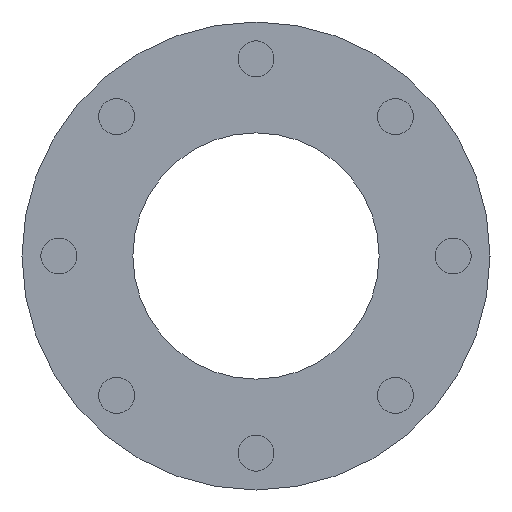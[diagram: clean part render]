
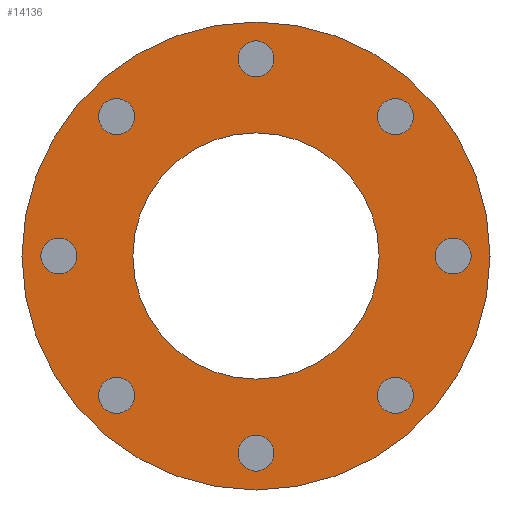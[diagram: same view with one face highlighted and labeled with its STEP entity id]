
A CAD part, left-side view. The second image highlights one B-rep face of the part: STEP entity #14136.
In plain terms, the highlighted planar face has unit normal (-1, 0, 0).
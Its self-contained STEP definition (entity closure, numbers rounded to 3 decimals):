
#205=FACE_BOUND('',#3531,.T.);
#206=FACE_BOUND('',#3532,.T.);
#207=FACE_BOUND('',#3533,.T.);
#208=FACE_BOUND('',#3534,.T.);
#209=FACE_BOUND('',#3535,.T.);
#210=FACE_BOUND('',#3536,.T.);
#211=FACE_BOUND('',#3537,.T.);
#212=FACE_BOUND('',#3538,.T.);
#213=FACE_BOUND('',#3539,.T.);
#1940=PLANE('',#15432);
#2624=FACE_OUTER_BOUND('',#3530,.T.);
#3530=EDGE_LOOP('',(#11779,#11780));
#3531=EDGE_LOOP('',(#11781));
#3532=EDGE_LOOP('',(#11782));
#3533=EDGE_LOOP('',(#11783));
#3534=EDGE_LOOP('',(#11784));
#3535=EDGE_LOOP('',(#11785));
#3536=EDGE_LOOP('',(#11786));
#3537=EDGE_LOOP('',(#11787));
#3538=EDGE_LOOP('',(#11788));
#3539=EDGE_LOOP('',(#11789,#11790));
#4303=CIRCLE('',#15385,75.);
#4304=CIRCLE('',#15386,75.);
#4338=CIRCLE('',#15430,142.5);
#4339=CIRCLE('',#15431,142.5);
#4340=CIRCLE('',#15433,11.);
#4341=CIRCLE('',#15434,11.);
#4342=CIRCLE('',#15435,11.);
#4343=CIRCLE('',#15436,11.);
#4344=CIRCLE('',#15437,11.);
#4345=CIRCLE('',#15438,11.);
#4346=CIRCLE('',#15439,11.);
#4347=CIRCLE('',#15440,11.);
#6402=VERTEX_POINT('',#23987);
#6403=VERTEX_POINT('',#23989);
#6484=VERTEX_POINT('',#24168);
#6485=VERTEX_POINT('',#24170);
#6486=VERTEX_POINT('',#24174);
#6487=VERTEX_POINT('',#24176);
#6488=VERTEX_POINT('',#24178);
#6489=VERTEX_POINT('',#24180);
#6490=VERTEX_POINT('',#24182);
#6491=VERTEX_POINT('',#24184);
#6492=VERTEX_POINT('',#24186);
#6493=VERTEX_POINT('',#24188);
#8345=EDGE_CURVE('',#6403,#6402,#4303,.T.);
#8346=EDGE_CURVE('',#6402,#6403,#4304,.T.);
#8434=EDGE_CURVE('',#6484,#6485,#4338,.T.);
#8435=EDGE_CURVE('',#6485,#6484,#4339,.T.);
#8436=EDGE_CURVE('',#6486,#6486,#4340,.T.);
#8437=EDGE_CURVE('',#6487,#6487,#4341,.T.);
#8438=EDGE_CURVE('',#6488,#6488,#4342,.T.);
#8439=EDGE_CURVE('',#6489,#6489,#4343,.T.);
#8440=EDGE_CURVE('',#6490,#6490,#4344,.T.);
#8441=EDGE_CURVE('',#6491,#6491,#4345,.T.);
#8442=EDGE_CURVE('',#6492,#6492,#4346,.T.);
#8443=EDGE_CURVE('',#6493,#6493,#4347,.T.);
#11779=ORIENTED_EDGE('',*,*,#8435,.F.);
#11780=ORIENTED_EDGE('',*,*,#8434,.F.);
#11781=ORIENTED_EDGE('',*,*,#8436,.T.);
#11782=ORIENTED_EDGE('',*,*,#8437,.T.);
#11783=ORIENTED_EDGE('',*,*,#8438,.T.);
#11784=ORIENTED_EDGE('',*,*,#8439,.T.);
#11785=ORIENTED_EDGE('',*,*,#8440,.T.);
#11786=ORIENTED_EDGE('',*,*,#8441,.T.);
#11787=ORIENTED_EDGE('',*,*,#8442,.T.);
#11788=ORIENTED_EDGE('',*,*,#8443,.T.);
#11789=ORIENTED_EDGE('',*,*,#8345,.T.);
#11790=ORIENTED_EDGE('',*,*,#8346,.T.);
#14136=ADVANCED_FACE('',(#2624,#205,#206,#207,#208,#209,#210,#211,#212,
#213),#1940,.T.);
#15385=AXIS2_PLACEMENT_3D('',#23990,#18205,#18206);
#15386=AXIS2_PLACEMENT_3D('',#23991,#18207,#18208);
#15430=AXIS2_PLACEMENT_3D('',#24171,#18349,#18350);
#15431=AXIS2_PLACEMENT_3D('',#24172,#18351,#18352);
#15432=AXIS2_PLACEMENT_3D('',#24173,#18353,#18354);
#15433=AXIS2_PLACEMENT_3D('',#24175,#18355,#18356);
#15434=AXIS2_PLACEMENT_3D('',#24177,#18357,#18358);
#15435=AXIS2_PLACEMENT_3D('',#24179,#18359,#18360);
#15436=AXIS2_PLACEMENT_3D('',#24181,#18361,#18362);
#15437=AXIS2_PLACEMENT_3D('',#24183,#18363,#18364);
#15438=AXIS2_PLACEMENT_3D('',#24185,#18365,#18366);
#15439=AXIS2_PLACEMENT_3D('',#24187,#18367,#18368);
#15440=AXIS2_PLACEMENT_3D('',#24189,#18369,#18370);
#18205=DIRECTION('center_axis',(1.,0.,0.));
#18206=DIRECTION('ref_axis',(0.,0.,-1.));
#18207=DIRECTION('center_axis',(1.,0.,0.));
#18208=DIRECTION('ref_axis',(0.,0.,-1.));
#18349=DIRECTION('center_axis',(1.,0.,0.));
#18350=DIRECTION('ref_axis',(0.,0.,-1.));
#18351=DIRECTION('center_axis',(1.,0.,0.));
#18352=DIRECTION('ref_axis',(0.,0.,-1.));
#18353=DIRECTION('center_axis',(-1.,0.,0.));
#18354=DIRECTION('ref_axis',(0.,0.,1.));
#18355=DIRECTION('center_axis',(1.,0.,0.));
#18356=DIRECTION('ref_axis',(0.,-0.707,-0.707));
#18357=DIRECTION('center_axis',(1.,0.,0.));
#18358=DIRECTION('ref_axis',(0.,-1.,0.));
#18359=DIRECTION('center_axis',(1.,0.,0.));
#18360=DIRECTION('ref_axis',(0.,-0.707,0.707));
#18361=DIRECTION('center_axis',(1.,0.,0.));
#18362=DIRECTION('ref_axis',(0.,0.,1.));
#18363=DIRECTION('center_axis',(1.,0.,0.));
#18364=DIRECTION('ref_axis',(0.,0.707,0.707));
#18365=DIRECTION('center_axis',(1.,0.,0.));
#18366=DIRECTION('ref_axis',(0.,1.,0.));
#18367=DIRECTION('center_axis',(1.,0.,0.));
#18368=DIRECTION('ref_axis',(0.,0.707,-0.707));
#18369=DIRECTION('center_axis',(1.,0.,0.));
#18370=DIRECTION('ref_axis',(0.,0.,-1.));
#23987=CARTESIAN_POINT('',(0.,-75.,0.));
#23989=CARTESIAN_POINT('',(0.,75.,0.));
#23990=CARTESIAN_POINT('Origin',(0.,0.,0.));
#23991=CARTESIAN_POINT('Origin',(0.,0.,0.));
#24168=CARTESIAN_POINT('',(0.,-142.5,0.));
#24170=CARTESIAN_POINT('',(0.,142.5,0.));
#24171=CARTESIAN_POINT('Origin',(0.,0.,0.));
#24172=CARTESIAN_POINT('Origin',(0.,0.,0.));
#24173=CARTESIAN_POINT('Origin',(0.,142.5,0.));
#24174=CARTESIAN_POINT('',(0.,127.778,7.778));
#24175=CARTESIAN_POINT('Origin',(0.,120.,0.));
#24176=CARTESIAN_POINT('',(0.,95.853,-84.853));
#24177=CARTESIAN_POINT('Origin',(0.,84.853,-84.853));
#24178=CARTESIAN_POINT('',(0.,7.778,-127.778));
#24179=CARTESIAN_POINT('Origin',(0.,0.,-120.));
#24180=CARTESIAN_POINT('',(0.,-84.853,-95.853));
#24181=CARTESIAN_POINT('Origin',(0.,-84.853,-84.853));
#24182=CARTESIAN_POINT('',(0.,-127.778,-7.778));
#24183=CARTESIAN_POINT('Origin',(0.,-120.,0.));
#24184=CARTESIAN_POINT('',(0.,-95.853,84.853));
#24185=CARTESIAN_POINT('Origin',(0.,-84.853,84.853));
#24186=CARTESIAN_POINT('',(0.,-7.778,127.778));
#24187=CARTESIAN_POINT('Origin',(0.,0.,120.));
#24188=CARTESIAN_POINT('',(0.,84.853,95.853));
#24189=CARTESIAN_POINT('Origin',(0.,84.853,84.853));
